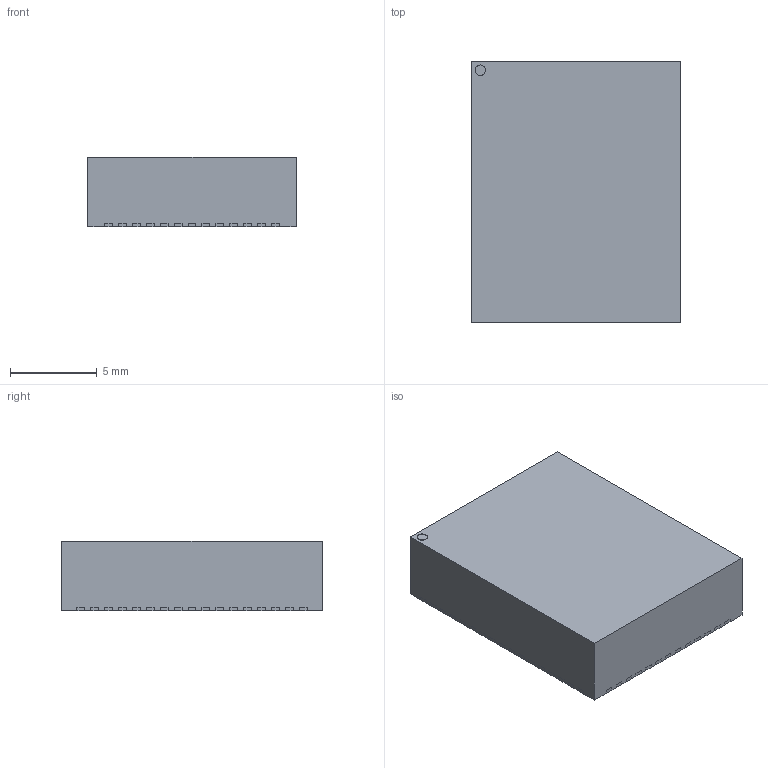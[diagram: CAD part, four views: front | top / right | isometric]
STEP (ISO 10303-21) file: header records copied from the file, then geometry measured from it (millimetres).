
FILE_DESCRIPTION (( 'STEP AP214' ), '1' );
FILE_NAME ('MPM3686.step', '2022-03-07T15:24:43', ( 'boksop' ), ( '' ), 'SwSTEP 2.0', 'SolidWorks 2020', '' );
FILE_SCHEMA (( 'AUTOMOTIVE_DESIGN' ));
Length unit declared in the file: millimetre
Products named in the file (1): MPM3686
Bounding box: 12 x 15 x 4 mm (x, y, z)
Volume: 720 mm3; surface area: 850.8 mm2
Topology: 62 solids, 62 shells, 924 faces, 2382 edges, 1588 vertices
Faces by surface type: plane 676, cylinder 248
Entity records: 28728 total; most frequent: CARTESIAN_POINT 4895, ORIENTED_EDGE 4764, DIRECTION 4728, EDGE_CURVE 2382, LINE 1886, VECTOR 1886, VERTEX_POINT 1588, AXIS2_PLACEMENT_3D 1421
